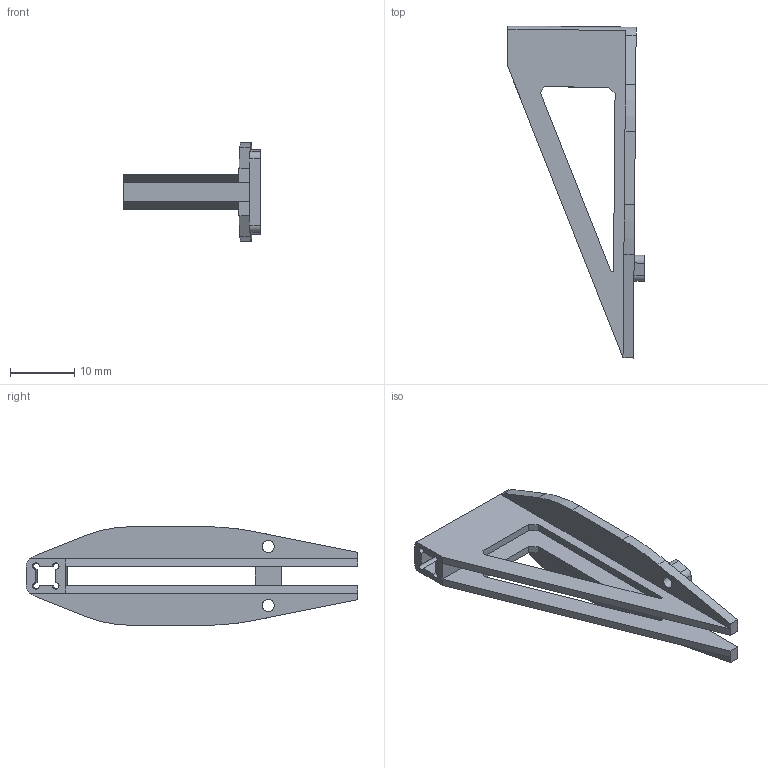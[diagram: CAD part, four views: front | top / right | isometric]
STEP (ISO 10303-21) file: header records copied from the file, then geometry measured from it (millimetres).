
FILE_DESCRIPTION (( 'STEP AP214' ), '1' );
FILE_NAME ('DmMc_Chord_Rinforce_type6.STEP', '2022-11-25T07:35:18', ( '' ), ( '' ), 'SwSTEP 2.0', 'SolidWorks 2022', '' );
FILE_SCHEMA (( 'AUTOMOTIVE_DESIGN' ));
Length unit declared in the file: millimetre
Products named in the file (1): DmMc_Chord_Rinforce_type6
Bounding box: 21.34 x 51.78 x 15.4 mm (x, y, z)
Volume: 1829.5 mm3; surface area: 3366.5 mm2
Topology: 2 solids, 2 shells, 66 faces, 182 edges, 120 vertices
Faces by surface type: plane 42, cylinder 24
Entity records: 2175 total; most frequent: CARTESIAN_POINT 369, DIRECTION 366, ORIENTED_EDGE 364, EDGE_CURVE 182, VECTOR 132, LINE 132, VERTEX_POINT 120, AXIS2_PLACEMENT_3D 117
